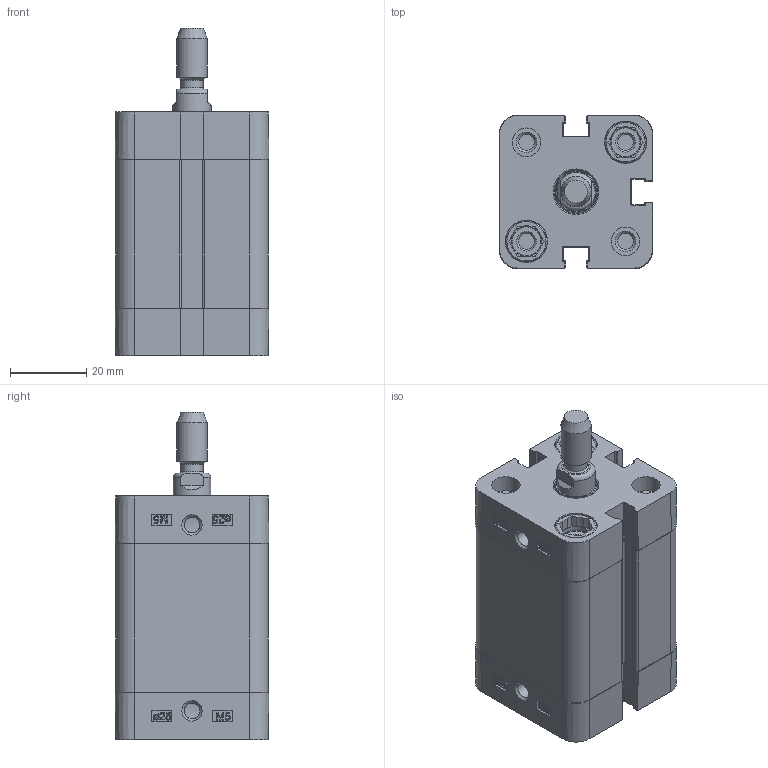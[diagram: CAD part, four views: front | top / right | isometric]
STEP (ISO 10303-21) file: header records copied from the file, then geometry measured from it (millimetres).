
FILE_DESCRIPTION((''),'2;1');
FILE_NAME('PSM025.025.GS.M.stp','2014-02-04T13:35:59',('carlo.corazza'),(''),'Autodesk Inventor 2012','Autodesk Inventor 2012','');
FILE_SCHEMA(('AUTOMOTIVE_DESIGN { 1 0 10303 214 1 1 1 1 }'));
Length unit declared in the file: millimetre
Products named in the file (5): PSM025.---.GS.M; CORPO-025; STELO-025; TA; TP
Assembly tree (4 placements, depth 2):
  PSM025.---.GS.M
    CORPO-025
    STELO-025
    TA
    TP
Bounding box: 40.3 x 40.3 x 86 mm (x, y, z)
Volume: 76382.2 mm3; surface area: 29854.8 mm2
Topology: 4 solids, 10 shells, 592 faces, 1536 edges, 1011 vertices
Faces by surface type: plane 303, cylinder 132, bspline 92, cone 46, torus 19
Full cylindrical faces by diameter (mm): 4.134 x3, 5.8 x1, 7.5 x4, 8 x10, 9 x1, 10 x1, 10.48 x1, 10.9 x4, 11.1 x4, 11.4 x1, 12 x1, 13.84 x1, 14 x1, 25 x1
Entity records: 18905 total; most frequent: CARTESIAN_POINT 4403, ORIENTED_EDGE 2866, DIRECTION 2604, EDGE_CURVE 1433, VERTEX_POINT 995, VECTOR 888, LINE 888, AXIS2_PLACEMENT_3D 858
